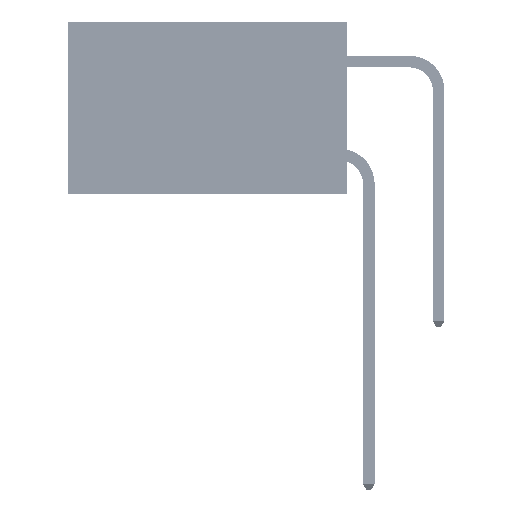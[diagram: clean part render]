
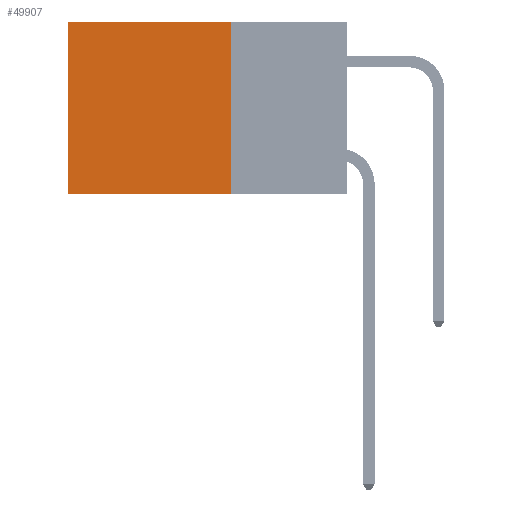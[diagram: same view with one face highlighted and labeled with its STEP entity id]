
A CAD part, left-side view. The second image highlights one B-rep face of the part: STEP entity #49907.
In plain terms, the highlighted planar face has unit normal (-1, 0, 0).
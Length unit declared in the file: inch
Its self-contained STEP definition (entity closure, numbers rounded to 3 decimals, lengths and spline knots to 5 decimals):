
#2402 = VECTOR ( 'NONE', #10340, 39.37008 ) ;
#3269 = CARTESIAN_POINT ( 'NONE',  ( 0.2875, 0.25, 0. ) ) ;
#4825 = VERTEX_POINT ( 'NONE', #40129 ) ;
#5995 = EDGE_CURVE ( 'NONE', #32929, #4825, #39825, .T. ) ;
#6079 = DIRECTION ( 'NONE',  ( 1., 0., 0. ) ) ;
#7295 = VECTOR ( 'NONE', #44731, 39.37008 ) ;
#9798 = EDGE_CURVE ( 'NONE', #13524, #4825, #10831, .T. ) ;
#10340 = DIRECTION ( 'NONE',  ( 0., 1., 0. ) ) ;
#10831 = LINE ( 'NONE', #20224, #30869 ) ;
#12514 = FACE_OUTER_BOUND ( 'NONE', #16507, .T. ) ;
#13524 = VERTEX_POINT ( 'NONE', #49551 ) ;
#15360 = AXIS2_PLACEMENT_3D ( 'NONE', #38368, #6079, #18307 ) ;
#16507 = EDGE_LOOP ( 'NONE', ( #21674, #43474, #49813, #31801 ) ) ;
#17963 = EDGE_CURVE ( 'NONE', #29069, #13524, #52591, .T. ) ;
#18222 = LINE ( 'NONE', #3269, #7295 ) ;
#18307 = DIRECTION ( 'NONE',  ( 0., 0., -1. ) ) ;
#18570 = DIRECTION ( 'NONE',  ( 0., 1., 0. ) ) ;
#20224 = CARTESIAN_POINT ( 'NONE',  ( 0.2875, 0.6, 0. ) ) ;
#21674 = ORIENTED_EDGE ( 'NONE', *, *, #9798, .T. ) ;
#21917 = PLANE ( 'NONE',  #15360 ) ;
#27859 = CARTESIAN_POINT ( 'NONE',  ( 0.2875, 0.25, -0.37 ) ) ;
#29069 = VERTEX_POINT ( 'NONE', #35024 ) ;
#30869 = VECTOR ( 'NONE', #49027, 39.37008 ) ;
#31801 = ORIENTED_EDGE ( 'NONE', *, *, #17963, .T. ) ;
#32929 = VERTEX_POINT ( 'NONE', #27859 ) ;
#35024 = CARTESIAN_POINT ( 'NONE',  ( 0.2875, 0.25, 0. ) ) ;
#35787 = EDGE_CURVE ( 'NONE', #29069, #32929, #18222, .T. ) ;
#38368 = CARTESIAN_POINT ( 'NONE',  ( 0.2875, 0.25, 0. ) ) ;
#38497 = CARTESIAN_POINT ( 'NONE',  ( 0.2875, 0.25, -0.37 ) ) ;
#39825 = LINE ( 'NONE', #38497, #2402 ) ;
#40129 = CARTESIAN_POINT ( 'NONE',  ( 0.2875, 0.6, -0.37 ) ) ;
#43474 = ORIENTED_EDGE ( 'NONE', *, *, #5995, .F. ) ;
#43622 = CARTESIAN_POINT ( 'NONE',  ( 0.2875, 0.25, 0. ) ) ;
#44731 = DIRECTION ( 'NONE',  ( 0., 0., -1. ) ) ;
#49027 = DIRECTION ( 'NONE',  ( 0., 0., -1. ) ) ;
#49551 = CARTESIAN_POINT ( 'NONE',  ( 0.2875, 0.6, 0. ) ) ;
#49813 = ORIENTED_EDGE ( 'NONE', *, *, #35787, .F. ) ;
#49907 = ADVANCED_FACE ( 'NONE', ( #12514 ), #21917, .F. ) ;
#51295 = VECTOR ( 'NONE', #18570, 39.37008 ) ;
#52591 = LINE ( 'NONE', #43622, #51295 ) ;
